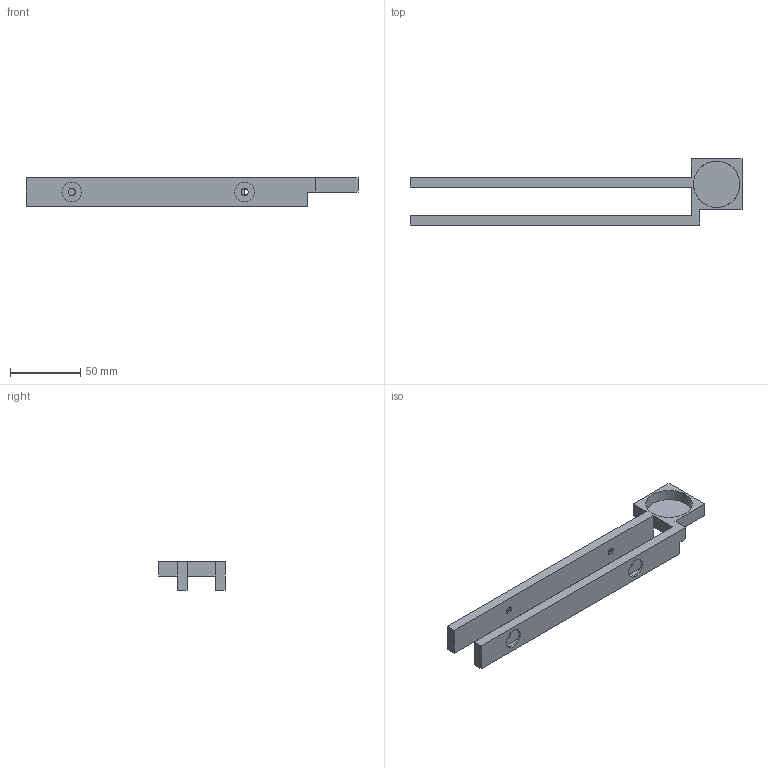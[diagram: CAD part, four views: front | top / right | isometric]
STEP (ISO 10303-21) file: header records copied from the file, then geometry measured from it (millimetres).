
FILE_DESCRIPTION (( 'STEP AP214' ), '1' );
FILE_NAME ('HotendCooler.STEP', '2015-11-12T05:41:20', ( 'Server2003' ), ( 'Home' ), 'SwSTEP 2.0', 'SolidWorks 2012', '' );
FILE_SCHEMA (( 'AUTOMOTIVE_DESIGN' ));
Length unit declared in the file: millimetre
Products named in the file (1): HotendCooler
Bounding box: 236 x 47 x 20 mm (x, y, z)
Volume: 35994.6 mm3; surface area: 42462.6 mm2
Topology: 1 solids, 1 shells, 50 faces, 138 edges, 91 vertices
Faces by surface type: plane 32, cylinder 18
Entity records: 1662 total; most frequent: CARTESIAN_POINT 280, DIRECTION 278, ORIENTED_EDGE 276, EDGE_CURVE 138, VECTOR 100, LINE 100, VERTEX_POINT 91, AXIS2_PLACEMENT_3D 89
